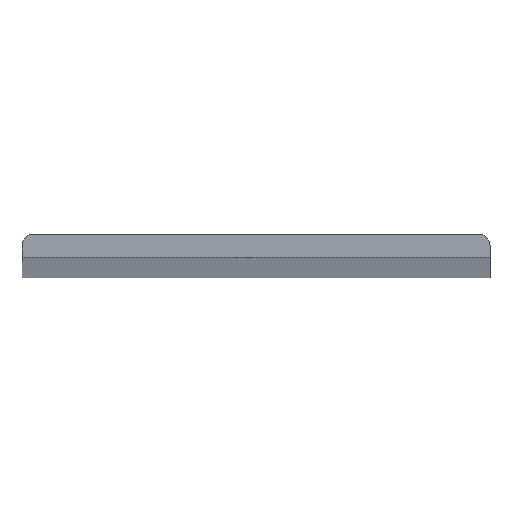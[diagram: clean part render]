
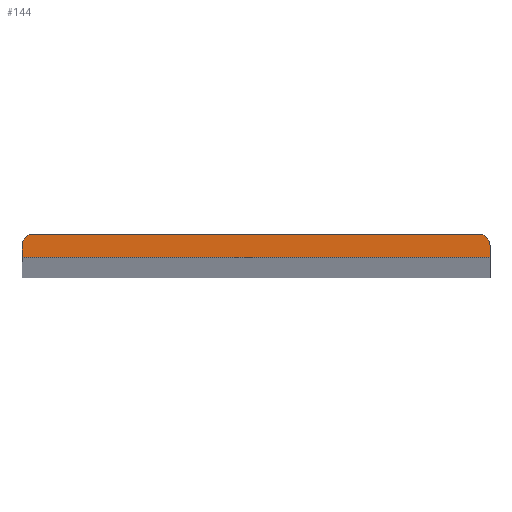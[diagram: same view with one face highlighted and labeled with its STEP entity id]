
A CAD part, top view. The second image highlights one B-rep face of the part: STEP entity #144.
In plain terms, the highlighted planar face has unit normal (0, 0, 1).
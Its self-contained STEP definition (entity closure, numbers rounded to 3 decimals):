
#20=PLANE('',#158);
#28=FACE_OUTER_BOUND('',#36,.T.);
#36=EDGE_LOOP('',(#129,#130,#131,#132,#133,#134));
#41=LINE('',#214,#55);
#47=LINE('',#231,#61);
#49=LINE('',#234,#63);
#50=LINE('',#236,#64);
#55=VECTOR('',#173,1.);
#61=VECTOR('',#189,1.);
#63=VECTOR('',#193,38.);
#64=VECTOR('',#196,40.);
#65=CIRCLE('',#148,1.);
#68=CIRCLE('',#154,1.);
#69=VERTEX_POINT('',#201);
#70=VERTEX_POINT('',#202);
#74=VERTEX_POINT('',#212);
#78=VERTEX_POINT('',#224);
#79=VERTEX_POINT('',#225);
#80=VERTEX_POINT('',#230);
#81=EDGE_CURVE('',#69,#70,#65,.T.);
#87=EDGE_CURVE('',#69,#74,#41,.T.);
#92=EDGE_CURVE('',#78,#79,#68,.T.);
#95=EDGE_CURVE('',#80,#79,#47,.T.);
#97=EDGE_CURVE('',#78,#70,#49,.T.);
#98=EDGE_CURVE('',#74,#80,#50,.T.);
#129=ORIENTED_EDGE('',*,*,#81,.F.);
#130=ORIENTED_EDGE('',*,*,#87,.T.);
#131=ORIENTED_EDGE('',*,*,#98,.T.);
#132=ORIENTED_EDGE('',*,*,#95,.T.);
#133=ORIENTED_EDGE('',*,*,#92,.F.);
#134=ORIENTED_EDGE('',*,*,#97,.T.);
#144=ADVANCED_FACE('',(#28),#20,.T.);
#148=AXIS2_PLACEMENT_3D('',#203,#163,#164);
#154=AXIS2_PLACEMENT_3D('',#226,#183,#184);
#158=AXIS2_PLACEMENT_3D('',#237,#197,#198);
#163=DIRECTION('center_axis',(0.,0.,-1.));
#164=DIRECTION('ref_axis',(-0.707,0.707,0.));
#173=DIRECTION('',(0.,-1.,0.));
#183=DIRECTION('center_axis',(0.,0.,-1.));
#184=DIRECTION('ref_axis',(0.707,0.707,0.));
#189=DIRECTION('',(0.,1.,0.));
#193=DIRECTION('',(-1.,0.,0.));
#196=DIRECTION('',(1.,0.,0.));
#197=DIRECTION('center_axis',(0.,0.,1.));
#198=DIRECTION('ref_axis',(1.,0.,0.));
#201=CARTESIAN_POINT('',(0.,1.,1000.));
#202=CARTESIAN_POINT('',(1.,2.,1000.));
#203=CARTESIAN_POINT('Origin',(1.,1.,1000.));
#212=CARTESIAN_POINT('',(0.,0.,1000.));
#214=CARTESIAN_POINT('',(0.,2.,1000.));
#224=CARTESIAN_POINT('',(39.,2.,1000.));
#225=CARTESIAN_POINT('',(40.,1.,1000.));
#226=CARTESIAN_POINT('Origin',(39.,1.,1000.));
#230=CARTESIAN_POINT('',(40.,0.,1000.));
#231=CARTESIAN_POINT('',(40.,0.,1000.));
#234=CARTESIAN_POINT('',(40.,2.,1000.));
#236=CARTESIAN_POINT('',(0.,0.,1000.));
#237=CARTESIAN_POINT('Origin',(20.,1.,1000.));
